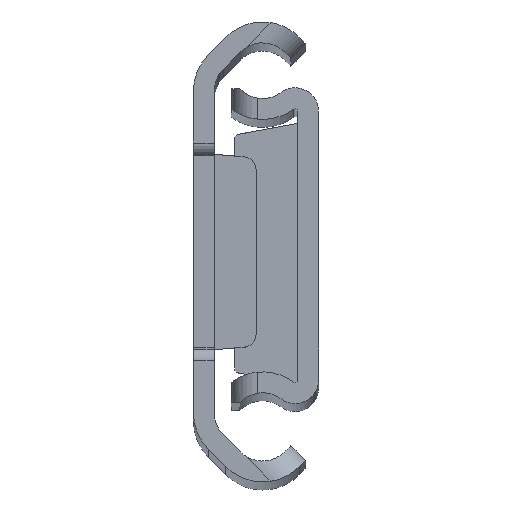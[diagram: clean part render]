
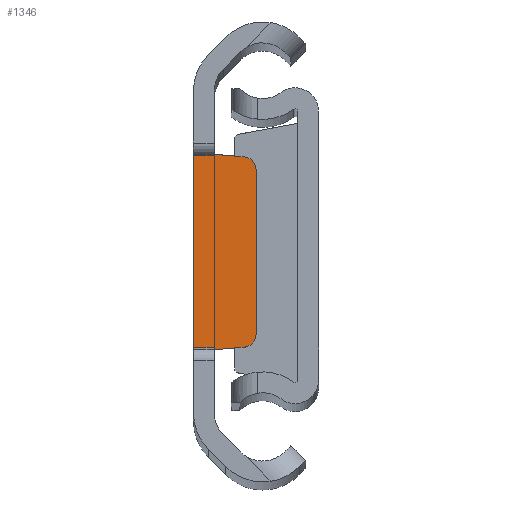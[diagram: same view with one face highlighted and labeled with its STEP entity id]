
A CAD part, top view. The second image highlights one B-rep face of the part: STEP entity #1346.
In plain terms, the highlighted planar face has unit normal (0, 0, 1).
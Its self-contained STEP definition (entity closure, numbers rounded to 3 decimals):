
#8 = EDGE_CURVE ( 'NONE', #1616, #4360, #311, .T. ) ;
#108 = CARTESIAN_POINT ( 'NONE',  ( 0., -7.5, -2.2 ) ) ;
#151 = DIRECTION ( 'NONE',  ( -1., 0., 0. ) ) ;
#229 = DIRECTION ( 'NONE',  ( 0., 1., 0. ) ) ;
#311 = LINE ( 'NONE', #718, #2084 ) ;
#312 = DIRECTION ( 'NONE',  ( -0.996, 0.084, 0. ) ) ;
#380 = CARTESIAN_POINT ( 'NONE',  ( 4.8, 7.23, -2.2 ) ) ;
#411 = LINE ( 'NONE', #2966, #1525 ) ;
#718 = CARTESIAN_POINT ( 'NONE',  ( 8.601, 7.5, -2.2 ) ) ;
#871 = LINE ( 'NONE', #4543, #2770 ) ;
#891 = PLANE ( 'NONE',  #2287 ) ;
#936 = CARTESIAN_POINT ( 'NONE',  ( 8.601, 7.5, -2.2 ) ) ;
#1036 = ORIENTED_EDGE ( 'NONE', *, *, #3652, .T. ) ;
#1041 = CARTESIAN_POINT ( 'NONE',  ( 0., 7.5, -2.2 ) ) ;
#1086 = VECTOR ( 'NONE', #312, 1000. ) ;
#1118 = DIRECTION ( 'NONE',  ( 0., -1., 0. ) ) ;
#1120 = CARTESIAN_POINT ( 'NONE',  ( 4.8, -6.311, -2.2 ) ) ;
#1136 = DIRECTION ( 'NONE',  ( 0., 0., 1. ) ) ;
#1143 = EDGE_CURVE ( 'NONE', #2584, #3820, #4030, .T. ) ;
#1193 = VERTEX_POINT ( 'NONE', #3354 ) ;
#1229 = VECTOR ( 'NONE', #151, 1000. ) ;
#1240 = LINE ( 'NONE', #2743, #1229 ) ;
#1346 = ADVANCED_FACE ( 'NONE', ( #3759 ), #891, .T. ) ;
#1525 = VECTOR ( 'NONE', #2605, 1000. ) ;
#1548 = VERTEX_POINT ( 'NONE', #3297 ) ;
#1582 = VERTEX_POINT ( 'NONE', #3960 ) ;
#1616 = VERTEX_POINT ( 'NONE', #3272 ) ;
#1785 = LINE ( 'NONE', #380, #3615 ) ;
#1796 = EDGE_CURVE ( 'NONE', #1548, #4583, #1240, .T. ) ;
#1858 = ORIENTED_EDGE ( 'NONE', *, *, #1143, .T. ) ;
#1915 = CIRCLE ( 'NONE', #2685, 1. ) ;
#2084 = VECTOR ( 'NONE', #2095, 1000. ) ;
#2093 = ORIENTED_EDGE ( 'NONE', *, *, #3369, .T. ) ;
#2095 = DIRECTION ( 'NONE',  ( -1., 0., 0. ) ) ;
#2098 = ORIENTED_EDGE ( 'NONE', *, *, #8, .T. ) ;
#2104 = EDGE_CURVE ( 'NONE', #1193, #1582, #1915, .T. ) ;
#2122 = EDGE_LOOP ( 'NONE', ( #2093, #1858, #4001, #2705, #1036, #2098, #4393, #3927 ) ) ;
#2287 = AXIS2_PLACEMENT_3D ( 'NONE', #936, #2751, #3454 ) ;
#2443 = AXIS2_PLACEMENT_3D ( 'NONE', #4599, #3536, #3172 ) ;
#2486 = LINE ( 'NONE', #3589, #1086 ) ;
#2584 = VERTEX_POINT ( 'NONE', #4423 ) ;
#2605 = DIRECTION ( 'NONE',  ( 0.996, 0.084, 0. ) ) ;
#2685 = AXIS2_PLACEMENT_3D ( 'NONE', #3009, #1136, #1118 ) ;
#2705 = ORIENTED_EDGE ( 'NONE', *, *, #2104, .T. ) ;
#2743 = CARTESIAN_POINT ( 'NONE',  ( 8.601, -7.5, -2.2 ) ) ;
#2751 = DIRECTION ( 'NONE',  ( 0., 0., 1. ) ) ;
#2770 = VECTOR ( 'NONE', #229, 1000. ) ;
#2872 = DIRECTION ( 'NONE',  ( 0., 1., 0. ) ) ;
#2966 = CARTESIAN_POINT ( 'NONE',  ( 4.8, -7.23, -2.2 ) ) ;
#3009 = CARTESIAN_POINT ( 'NONE',  ( 3.8, 6.311, -2.2 ) ) ;
#3172 = DIRECTION ( 'NONE',  ( 0., -1., 0. ) ) ;
#3272 = CARTESIAN_POINT ( 'NONE',  ( 1.6, 7.5, -2.2 ) ) ;
#3297 = CARTESIAN_POINT ( 'NONE',  ( 1.6, -7.5, -2.2 ) ) ;
#3354 = CARTESIAN_POINT ( 'NONE',  ( 4.8, 6.311, -2.2 ) ) ;
#3369 = EDGE_CURVE ( 'NONE', #1548, #2584, #411, .T. ) ;
#3454 = DIRECTION ( 'NONE',  ( 0., -1., 0. ) ) ;
#3536 = DIRECTION ( 'NONE',  ( 0., 0., 1. ) ) ;
#3589 = CARTESIAN_POINT ( 'NONE',  ( 1.6, 7.5, -2.2 ) ) ;
#3615 = VECTOR ( 'NONE', #2872, 1000. ) ;
#3652 = EDGE_CURVE ( 'NONE', #1582, #1616, #2486, .T. ) ;
#3759 = FACE_OUTER_BOUND ( 'NONE', #2122, .T. ) ;
#3787 = EDGE_CURVE ( 'NONE', #3820, #1193, #1785, .T. ) ;
#3820 = VERTEX_POINT ( 'NONE', #1120 ) ;
#3927 = ORIENTED_EDGE ( 'NONE', *, *, #1796, .F. ) ;
#3960 = CARTESIAN_POINT ( 'NONE',  ( 3.884, 7.307, -2.2 ) ) ;
#4001 = ORIENTED_EDGE ( 'NONE', *, *, #3787, .T. ) ;
#4030 = CIRCLE ( 'NONE', #2443, 1. ) ;
#4194 = EDGE_CURVE ( 'NONE', #4583, #4360, #871, .T. ) ;
#4360 = VERTEX_POINT ( 'NONE', #1041 ) ;
#4393 = ORIENTED_EDGE ( 'NONE', *, *, #4194, .F. ) ;
#4423 = CARTESIAN_POINT ( 'NONE',  ( 3.884, -7.307, -2.2 ) ) ;
#4543 = CARTESIAN_POINT ( 'NONE',  ( 0., 7.5, -2.2 ) ) ;
#4583 = VERTEX_POINT ( 'NONE', #108 ) ;
#4599 = CARTESIAN_POINT ( 'NONE',  ( 3.8, -6.311, -2.2 ) ) ;
